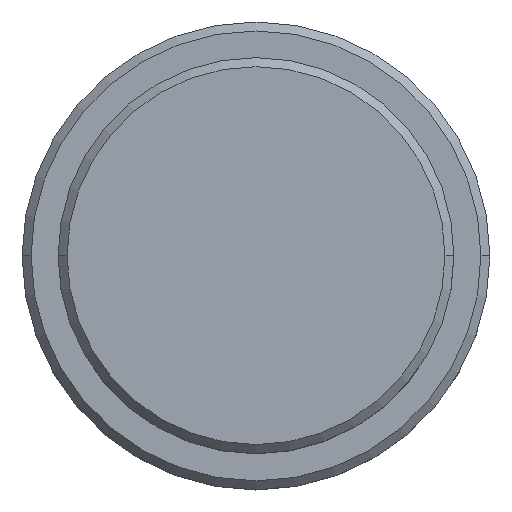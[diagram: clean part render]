
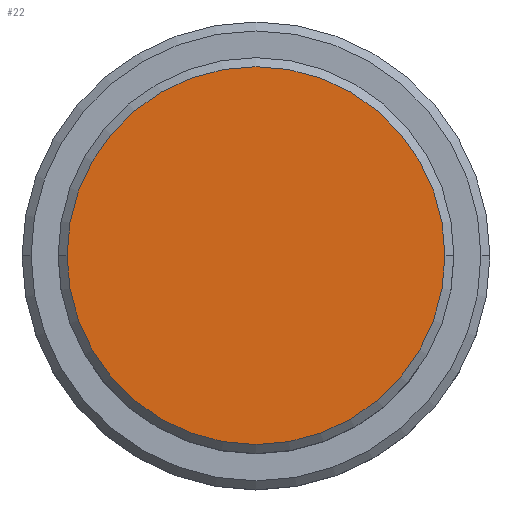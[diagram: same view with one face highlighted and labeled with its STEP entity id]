
A CAD part, top view. The second image highlights one B-rep face of the part: STEP entity #22.
In plain terms, the highlighted planar face has unit normal (0, 0, 1).
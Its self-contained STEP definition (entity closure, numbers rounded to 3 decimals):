
#11 = AXIS2_PLACEMENT_3D ( 'NONE', #523, #1274, #316 ) ;
#22 = ADVANCED_FACE ( 'NONE', ( #889 ), #976, .T. ) ;
#43 = VERTEX_POINT ( 'NONE', #655 ) ;
#113 = CARTESIAN_POINT ( 'NONE',  ( 0., 0., 0. ) ) ;
#177 = ORIENTED_EDGE ( 'NONE', *, *, #1283, .T. ) ;
#216 = AXIS2_PLACEMENT_3D ( 'NONE', #969, #1072, #1409 ) ;
#302 = VERTEX_POINT ( 'NONE', #1277 ) ;
#316 = DIRECTION ( 'NONE',  ( 1., 0., 0. ) ) ;
#327 = DIRECTION ( 'NONE',  ( 1., 0., 0. ) ) ;
#368 = AXIS2_PLACEMENT_3D ( 'NONE', #113, #545, #327 ) ;
#523 = CARTESIAN_POINT ( 'NONE',  ( 0., 0., 0. ) ) ;
#545 = DIRECTION ( 'NONE',  ( 0., 0., 1. ) ) ;
#598 = EDGE_LOOP ( 'NONE', ( #1143, #177 ) ) ;
#655 = CARTESIAN_POINT ( 'NONE',  ( 10.5, 0., 0. ) ) ;
#781 = CIRCLE ( 'NONE', #11, 10.5 ) ;
#889 = FACE_OUTER_BOUND ( 'NONE', #598, .T. ) ;
#969 = CARTESIAN_POINT ( 'NONE',  ( 0., 0., 0. ) ) ;
#976 = PLANE ( 'NONE',  #368 ) ;
#1072 = DIRECTION ( 'NONE',  ( 0., 0., 1. ) ) ;
#1143 = ORIENTED_EDGE ( 'NONE', *, *, #1165, .T. ) ;
#1165 = EDGE_CURVE ( 'NONE', #302, #43, #1241, .T. ) ;
#1241 = CIRCLE ( 'NONE', #216, 10.5 ) ;
#1274 = DIRECTION ( 'NONE',  ( 0., 0., 1. ) ) ;
#1277 = CARTESIAN_POINT ( 'NONE',  ( -10.5, 0., 0. ) ) ;
#1283 = EDGE_CURVE ( 'NONE', #43, #302, #781, .T. ) ;
#1409 = DIRECTION ( 'NONE',  ( 1., 0., 0. ) ) ;
